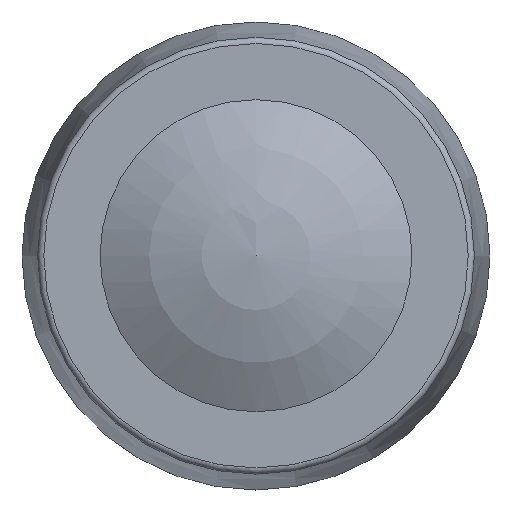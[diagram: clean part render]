
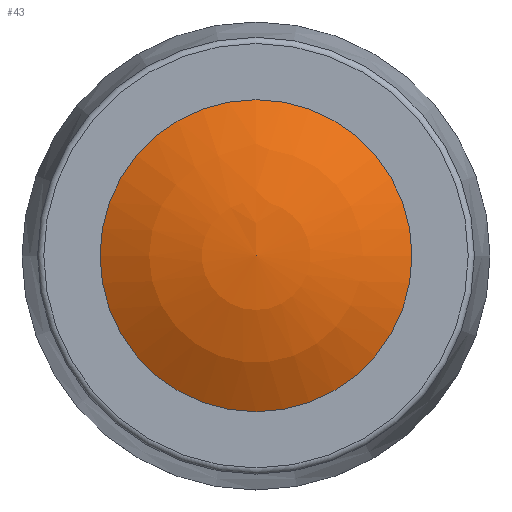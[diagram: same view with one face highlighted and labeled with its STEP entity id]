
A CAD part, top view. The second image highlights one B-rep face of the part: STEP entity #43.
In plain terms, the highlighted spherical face has radius 9.629 mm.
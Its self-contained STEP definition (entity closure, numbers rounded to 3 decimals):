
#43 = ADVANCED_FACE( '', ( #96 ), #97, .T. );
#96 = FACE_OUTER_BOUND( '', #170, .T. );
#97 = SPHERICAL_SURFACE( '', #171, 9.629 );
#170 = EDGE_LOOP( '', ( #240 ) );
#171 = AXIS2_PLACEMENT_3D( '', #241, #242, #243 );
#240 = ORIENTED_EDGE( '', *, *, #337, .T. );
#241 = CARTESIAN_POINT( '', ( 0., 0., 4.371 ) );
#242 = DIRECTION( '', ( 0., 0., 1. ) );
#243 = DIRECTION( '', ( 0., 1., 0. ) );
#337 = EDGE_CURVE( '', #372, #372, #373, .T. );
#372 = VERTEX_POINT( '', #421 );
#373 = CIRCLE( '', #422, 5. );
#421 = CARTESIAN_POINT( '', ( 5., 0., 12.6 ) );
#422 = AXIS2_PLACEMENT_3D( '', #470, #471, #472 );
#470 = CARTESIAN_POINT( '', ( 0., 0., 12.6 ) );
#471 = DIRECTION( '', ( 0., 0., 1. ) );
#472 = DIRECTION( '', ( 1., 0., 0. ) );
